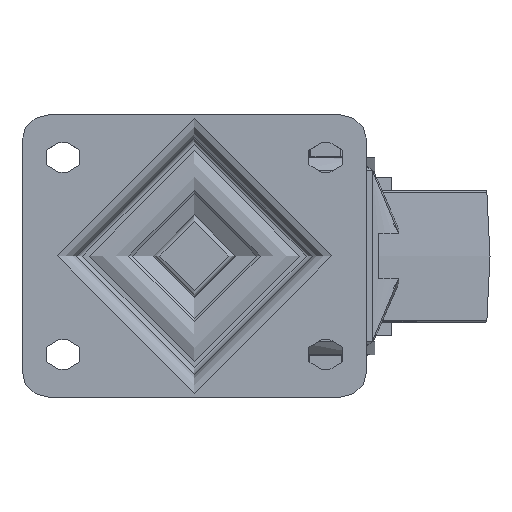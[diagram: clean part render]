
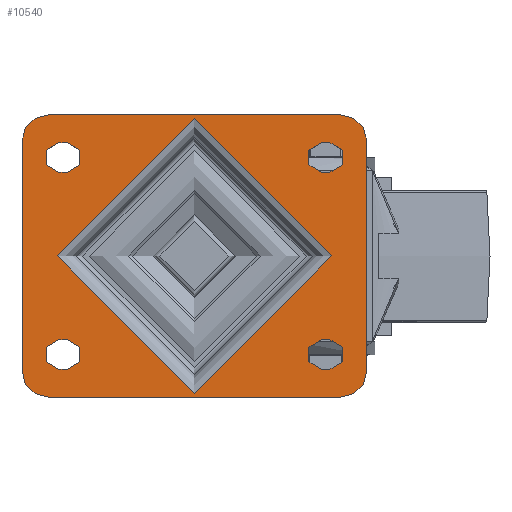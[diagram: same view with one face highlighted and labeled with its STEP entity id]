
A CAD part, top view. The second image highlights one B-rep face of the part: STEP entity #10540.
In plain terms, the highlighted planar face has unit normal (0, 0, 1).
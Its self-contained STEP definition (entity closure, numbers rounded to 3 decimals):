
#1022=FACE_BOUND('',#2365,.T.);
#1023=FACE_BOUND('',#2366,.T.);
#1024=FACE_BOUND('',#2367,.T.);
#1025=FACE_BOUND('',#2368,.T.);
#1026=FACE_BOUND('',#2369,.T.);
#1173=PLANE('',#11647);
#1665=FACE_OUTER_BOUND('',#2364,.T.);
#2364=EDGE_LOOP('',(#8475,#8476,#8477,#8478,#8479,#8480,#8481,#8482));
#2365=EDGE_LOOP('',(#8483));
#2366=EDGE_LOOP('',(#8484,#8485,#8486,#8487));
#2367=EDGE_LOOP('',(#8488,#8489,#8490,#8491));
#2368=EDGE_LOOP('',(#8492,#8493,#8494,#8495));
#2369=EDGE_LOOP('',(#8496,#8497,#8498,#8499));
#2991=LINE('',#18394,#3641);
#2993=LINE('',#18397,#3643);
#2994=LINE('',#18398,#3644);
#2995=LINE('',#18399,#3645);
#2996=LINE('',#18400,#3646);
#2997=LINE('',#18401,#3647);
#2998=LINE('',#18402,#3648);
#2999=LINE('',#18403,#3649);
#3000=LINE('',#18404,#3650);
#3001=LINE('',#18405,#3651);
#3002=LINE('',#18406,#3652);
#3003=LINE('',#18407,#3653);
#3641=VECTOR('',#13513,1000.);
#3643=VECTOR('',#13517,1000.);
#3644=VECTOR('',#13518,1000.);
#3645=VECTOR('',#13519,1000.);
#3646=VECTOR('',#13520,1000.);
#3647=VECTOR('',#13521,1000.);
#3648=VECTOR('',#13522,1000.);
#3649=VECTOR('',#13523,1000.);
#3650=VECTOR('',#13524,1000.);
#3651=VECTOR('',#13525,1000.);
#3652=VECTOR('',#13526,1000.);
#3653=VECTOR('',#13527,1000.);
#4273=CIRCLE('',#11549,4.5);
#4274=CIRCLE('',#11551,4.5);
#4277=CIRCLE('',#11555,4.5);
#4278=CIRCLE('',#11557,4.5);
#4281=CIRCLE('',#11561,4.5);
#4282=CIRCLE('',#11563,4.5);
#4285=CIRCLE('',#11567,4.5);
#4286=CIRCLE('',#11569,4.5);
#4288=CIRCLE('',#11572,41.75);
#4301=CIRCLE('',#11592,8.);
#4303=CIRCLE('',#11595,8.);
#4305=CIRCLE('',#11598,8.);
#4307=CIRCLE('',#11601,8.);
#4900=VERTEX_POINT('',#18125);
#4901=VERTEX_POINT('',#18127);
#4902=VERTEX_POINT('',#18131);
#4903=VERTEX_POINT('',#18132);
#4908=VERTEX_POINT('',#18143);
#4909=VERTEX_POINT('',#18145);
#4910=VERTEX_POINT('',#18149);
#4911=VERTEX_POINT('',#18150);
#4916=VERTEX_POINT('',#18161);
#4917=VERTEX_POINT('',#18163);
#4918=VERTEX_POINT('',#18167);
#4919=VERTEX_POINT('',#18168);
#4924=VERTEX_POINT('',#18179);
#4925=VERTEX_POINT('',#18181);
#4926=VERTEX_POINT('',#18185);
#4927=VERTEX_POINT('',#18186);
#4930=VERTEX_POINT('',#18194);
#4939=VERTEX_POINT('',#18226);
#4940=VERTEX_POINT('',#18227);
#4943=VERTEX_POINT('',#18235);
#4944=VERTEX_POINT('',#18236);
#4947=VERTEX_POINT('',#18244);
#4948=VERTEX_POINT('',#18245);
#4951=VERTEX_POINT('',#18253);
#4952=VERTEX_POINT('',#18254);
#6117=EDGE_CURVE('',#4901,#4900,#4273,.T.);
#6119=EDGE_CURVE('',#4902,#4903,#4274,.T.);
#6125=EDGE_CURVE('',#4909,#4908,#4277,.T.);
#6127=EDGE_CURVE('',#4910,#4911,#4278,.T.);
#6133=EDGE_CURVE('',#4917,#4916,#4281,.T.);
#6135=EDGE_CURVE('',#4918,#4919,#4282,.T.);
#6141=EDGE_CURVE('',#4925,#4924,#4285,.T.);
#6143=EDGE_CURVE('',#4926,#4927,#4286,.T.);
#6147=EDGE_CURVE('',#4930,#4930,#4288,.T.);
#6163=EDGE_CURVE('',#4939,#4940,#4301,.T.);
#6167=EDGE_CURVE('',#4943,#4944,#4303,.T.);
#6171=EDGE_CURVE('',#4947,#4948,#4305,.T.);
#6175=EDGE_CURVE('',#4951,#4952,#4307,.T.);
#6247=EDGE_CURVE('',#4952,#4939,#2991,.T.);
#6249=EDGE_CURVE('',#4948,#4951,#2993,.T.);
#6250=EDGE_CURVE('',#4944,#4947,#2994,.T.);
#6251=EDGE_CURVE('',#4940,#4943,#2995,.T.);
#6252=EDGE_CURVE('',#4900,#4902,#2996,.T.);
#6253=EDGE_CURVE('',#4903,#4901,#2997,.T.);
#6254=EDGE_CURVE('',#4908,#4910,#2998,.T.);
#6255=EDGE_CURVE('',#4911,#4909,#2999,.T.);
#6256=EDGE_CURVE('',#4916,#4918,#3000,.T.);
#6257=EDGE_CURVE('',#4919,#4917,#3001,.T.);
#6258=EDGE_CURVE('',#4924,#4926,#3002,.T.);
#6259=EDGE_CURVE('',#4927,#4925,#3003,.T.);
#8475=ORIENTED_EDGE('',*,*,#6175,.F.);
#8476=ORIENTED_EDGE('',*,*,#6249,.F.);
#8477=ORIENTED_EDGE('',*,*,#6171,.F.);
#8478=ORIENTED_EDGE('',*,*,#6250,.F.);
#8479=ORIENTED_EDGE('',*,*,#6167,.F.);
#8480=ORIENTED_EDGE('',*,*,#6251,.F.);
#8481=ORIENTED_EDGE('',*,*,#6163,.F.);
#8482=ORIENTED_EDGE('',*,*,#6247,.F.);
#8483=ORIENTED_EDGE('',*,*,#6147,.F.);
#8484=ORIENTED_EDGE('',*,*,#6252,.T.);
#8485=ORIENTED_EDGE('',*,*,#6119,.T.);
#8486=ORIENTED_EDGE('',*,*,#6253,.T.);
#8487=ORIENTED_EDGE('',*,*,#6117,.T.);
#8488=ORIENTED_EDGE('',*,*,#6254,.T.);
#8489=ORIENTED_EDGE('',*,*,#6127,.T.);
#8490=ORIENTED_EDGE('',*,*,#6255,.T.);
#8491=ORIENTED_EDGE('',*,*,#6125,.T.);
#8492=ORIENTED_EDGE('',*,*,#6256,.T.);
#8493=ORIENTED_EDGE('',*,*,#6135,.T.);
#8494=ORIENTED_EDGE('',*,*,#6257,.T.);
#8495=ORIENTED_EDGE('',*,*,#6133,.T.);
#8496=ORIENTED_EDGE('',*,*,#6258,.T.);
#8497=ORIENTED_EDGE('',*,*,#6143,.T.);
#8498=ORIENTED_EDGE('',*,*,#6259,.T.);
#8499=ORIENTED_EDGE('',*,*,#6141,.T.);
#10540=ADVANCED_FACE('',(#1665,#1022,#1023,#1024,#1025,#1026),#1173,.T.);
#11549=AXIS2_PLACEMENT_3D('',#18128,#13255,#13256);
#11551=AXIS2_PLACEMENT_3D('',#18133,#13260,#13261);
#11555=AXIS2_PLACEMENT_3D('',#18146,#13271,#13272);
#11557=AXIS2_PLACEMENT_3D('',#18151,#13276,#13277);
#11561=AXIS2_PLACEMENT_3D('',#18164,#13287,#13288);
#11563=AXIS2_PLACEMENT_3D('',#18169,#13292,#13293);
#11567=AXIS2_PLACEMENT_3D('',#18182,#13303,#13304);
#11569=AXIS2_PLACEMENT_3D('',#18187,#13308,#13309);
#11572=AXIS2_PLACEMENT_3D('',#18195,#13316,#13317);
#11592=AXIS2_PLACEMENT_3D('',#18228,#13359,#13360);
#11595=AXIS2_PLACEMENT_3D('',#18237,#13367,#13368);
#11598=AXIS2_PLACEMENT_3D('',#18246,#13375,#13376);
#11601=AXIS2_PLACEMENT_3D('',#18255,#13383,#13384);
#11647=AXIS2_PLACEMENT_3D('',#18396,#13515,#13516);
#13255=DIRECTION('center_axis',(0.,0.,-1.));
#13256=DIRECTION('ref_axis',(-1.,0.,0.));
#13260=DIRECTION('center_axis',(0.,0.,-1.));
#13261=DIRECTION('ref_axis',(-1.,0.,0.));
#13271=DIRECTION('center_axis',(0.,0.,-1.));
#13272=DIRECTION('ref_axis',(-1.,0.,0.));
#13276=DIRECTION('center_axis',(0.,0.,-1.));
#13277=DIRECTION('ref_axis',(-1.,0.,0.));
#13287=DIRECTION('center_axis',(0.,0.,-1.));
#13288=DIRECTION('ref_axis',(1.,0.,0.));
#13292=DIRECTION('center_axis',(0.,0.,-1.));
#13293=DIRECTION('ref_axis',(1.,0.,0.));
#13303=DIRECTION('center_axis',(0.,0.,-1.));
#13304=DIRECTION('ref_axis',(1.,0.,0.));
#13308=DIRECTION('center_axis',(0.,0.,-1.));
#13309=DIRECTION('ref_axis',(1.,0.,0.));
#13316=DIRECTION('center_axis',(0.,0.,1.));
#13317=DIRECTION('ref_axis',(1.,0.,0.));
#13359=DIRECTION('center_axis',(0.,0.,-1.));
#13360=DIRECTION('ref_axis',(-0.707,0.707,0.));
#13367=DIRECTION('center_axis',(0.,0.,-1.));
#13368=DIRECTION('ref_axis',(0.707,0.707,0.));
#13375=DIRECTION('center_axis',(0.,0.,-1.));
#13376=DIRECTION('ref_axis',(0.707,-0.707,0.));
#13383=DIRECTION('center_axis',(0.,0.,-1.));
#13384=DIRECTION('ref_axis',(-0.707,-0.707,0.));
#13513=DIRECTION('',(0.,1.,0.));
#13515=DIRECTION('center_axis',(0.,0.,1.));
#13516=DIRECTION('ref_axis',(1.,0.,0.));
#13517=DIRECTION('',(-1.,0.,0.));
#13518=DIRECTION('',(0.,-1.,0.));
#13519=DIRECTION('',(1.,0.,0.));
#13520=DIRECTION('',(-1.,0.,0.));
#13521=DIRECTION('',(1.,0.,0.));
#13522=DIRECTION('',(-1.,0.,0.));
#13523=DIRECTION('',(1.,0.,0.));
#13524=DIRECTION('',(1.,0.,0.));
#13525=DIRECTION('',(-1.,0.,0.));
#13526=DIRECTION('',(1.,0.,0.));
#13527=DIRECTION('',(-1.,0.,0.));
#18125=CARTESIAN_POINT('',(41.25,-34.5,0.));
#18127=CARTESIAN_POINT('',(41.25,-25.5,0.));
#18128=CARTESIAN_POINT('Origin',(41.25,-30.,0.));
#18131=CARTESIAN_POINT('',(38.75,-34.5,0.));
#18132=CARTESIAN_POINT('',(38.75,-25.5,0.));
#18133=CARTESIAN_POINT('Origin',(38.75,-30.,0.));
#18143=CARTESIAN_POINT('',(41.25,25.5,0.));
#18145=CARTESIAN_POINT('',(41.25,34.5,0.));
#18146=CARTESIAN_POINT('Origin',(41.25,30.,0.));
#18149=CARTESIAN_POINT('',(38.75,25.5,0.));
#18150=CARTESIAN_POINT('',(38.75,34.5,0.));
#18151=CARTESIAN_POINT('Origin',(38.75,30.,0.));
#18161=CARTESIAN_POINT('',(-41.25,-25.5,0.));
#18163=CARTESIAN_POINT('',(-41.25,-34.5,0.));
#18164=CARTESIAN_POINT('Origin',(-41.25,-30.,0.));
#18167=CARTESIAN_POINT('',(-38.75,-25.5,0.));
#18168=CARTESIAN_POINT('',(-38.75,-34.5,0.));
#18169=CARTESIAN_POINT('Origin',(-38.75,-30.,0.));
#18179=CARTESIAN_POINT('',(-41.25,34.5,0.));
#18181=CARTESIAN_POINT('',(-41.25,25.5,0.));
#18182=CARTESIAN_POINT('Origin',(-41.25,30.,0.));
#18185=CARTESIAN_POINT('',(-38.75,34.5,0.));
#18186=CARTESIAN_POINT('',(-38.75,25.5,0.));
#18187=CARTESIAN_POINT('Origin',(-38.75,30.,0.));
#18194=CARTESIAN_POINT('',(41.75,0.,0.));
#18195=CARTESIAN_POINT('Origin',(0.,0.,0.));
#18226=CARTESIAN_POINT('',(-52.5,35.,0.));
#18227=CARTESIAN_POINT('',(-44.5,43.,0.));
#18228=CARTESIAN_POINT('Origin',(-44.5,35.,0.));
#18235=CARTESIAN_POINT('',(44.5,43.,0.));
#18236=CARTESIAN_POINT('',(52.5,35.,0.));
#18237=CARTESIAN_POINT('Origin',(44.5,35.,0.));
#18244=CARTESIAN_POINT('',(52.5,-35.,0.));
#18245=CARTESIAN_POINT('',(44.5,-43.,0.));
#18246=CARTESIAN_POINT('Origin',(44.5,-35.,0.));
#18253=CARTESIAN_POINT('',(-44.5,-43.,0.));
#18254=CARTESIAN_POINT('',(-52.5,-35.,0.));
#18255=CARTESIAN_POINT('Origin',(-44.5,-35.,0.));
#18394=CARTESIAN_POINT('',(-52.5,-43.,0.));
#18396=CARTESIAN_POINT('Origin',(0.,0.,0.));
#18397=CARTESIAN_POINT('',(52.5,-43.,0.));
#18398=CARTESIAN_POINT('',(52.5,43.,0.));
#18399=CARTESIAN_POINT('',(-52.5,43.,0.));
#18400=CARTESIAN_POINT('',(41.25,-34.5,0.));
#18401=CARTESIAN_POINT('',(41.25,-25.5,0.));
#18402=CARTESIAN_POINT('',(41.25,25.5,0.));
#18403=CARTESIAN_POINT('',(41.25,34.5,0.));
#18404=CARTESIAN_POINT('',(-41.25,-25.5,0.));
#18405=CARTESIAN_POINT('',(-41.25,-34.5,0.));
#18406=CARTESIAN_POINT('',(-41.25,34.5,0.));
#18407=CARTESIAN_POINT('',(-41.25,25.5,0.));
